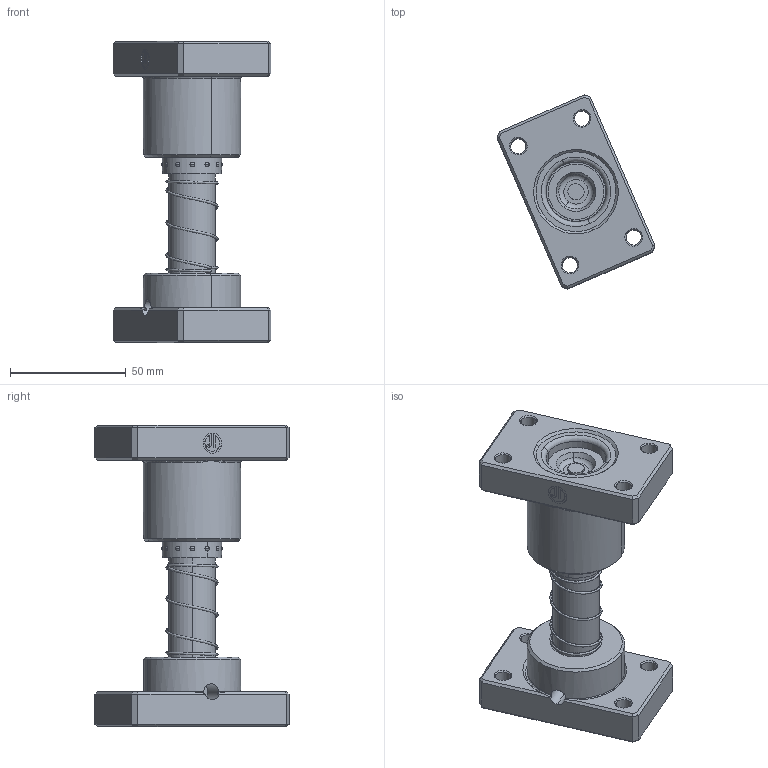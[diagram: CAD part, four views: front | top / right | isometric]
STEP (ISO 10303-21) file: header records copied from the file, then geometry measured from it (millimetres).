
FILE_DESCRIPTION (( 'STEP AP214' ), '1' );
FILE_NAME ('HYJ-D20-L90.STEP', '2021-09-23T02:17:53', ( 'User' ), ( 'china' ), 'SwSTEP 2.0', 'SolidWorks 2016', '' );
FILE_SCHEMA (( 'AUTOMOTIVE_DESIGN' ));
Length unit declared in the file: millimetre
Products named in the file (12): STM-24-L32; BJ-25.5-20.5-L50; SAB-D20; SAB-D20傍杶; MGH-D20; MGM-D20-L90; HYJ-D20-L90; HWP-D22.5-d20.5-L40; STMY-PD20; STMY-3-縐种; STM-M14蹟簽
Assembly tree (11 placements, depth 3):
  HYJ-D20-L90
    MGM-D20-L90
    MGH-D20
    SAB-D20
      SAB-D20
      SAB-D20傍杶
    BJ-25.5-20.5-L50
    STMY-PD20
      STM-24-L32
      STM-M14蹟簽
      STMY-3-縐种
    HWP-D22.5-d20.5-L40
Bounding box: 68.22 x 83.81 x 130 mm (x, y, z)
Volume: 163106.4 mm3; surface area: 63302 mm2
Topology: 9 solids, 9 shells, 662 faces, 1459 edges, 991 vertices
Faces by surface type: sphere 384, plane 101, cylinder 81, cone 61, torus 18, bspline 17
Entity records: 31683 total; most frequent: CARTESIAN_POINT 12518, DIRECTION 2921, ORIENTED_EDGE 2906, EDGE_CURVE 1453, AXIS2_PLACEMENT_3D 1286, VERTEX_POINT 991, EDGE_LOOP 874, ADVANCED_FACE 662
